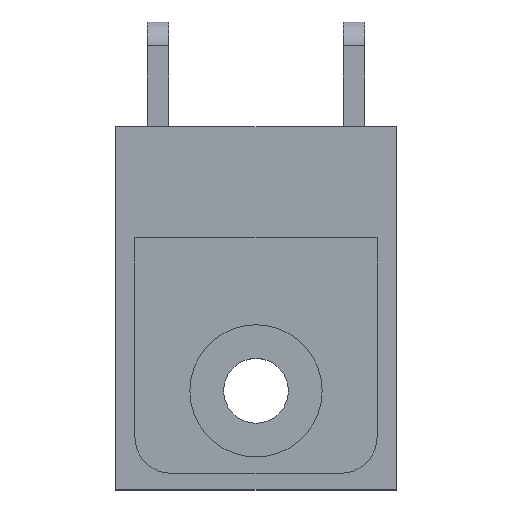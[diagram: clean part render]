
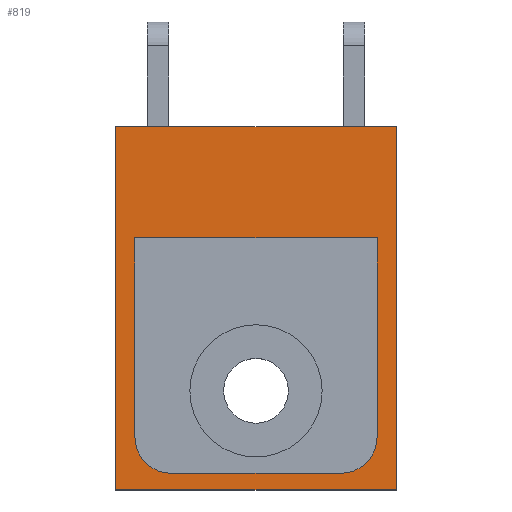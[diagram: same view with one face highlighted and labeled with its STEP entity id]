
A CAD part, top view. The second image highlights one B-rep face of the part: STEP entity #819.
In plain terms, the highlighted planar face has unit normal (0, 0, 1).
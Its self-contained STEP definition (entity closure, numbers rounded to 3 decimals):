
#52 = ORIENTED_EDGE ( 'NONE', *, *, #1749, .T. ) ;
#90 = CARTESIAN_POINT ( 'NONE',  ( -7.79, -25.7, 6.725 ) ) ;
#123 = DIRECTION ( 'NONE',  ( 0., 1., 0. ) ) ;
#172 = DIRECTION ( 'NONE',  ( 1., 0., 0. ) ) ;
#198 = LINE ( 'NONE', #574, #1161 ) ;
#248 = ORIENTED_EDGE ( 'NONE', *, *, #401, .F. ) ;
#296 = DIRECTION ( 'NONE',  ( 0., 0., 1. ) ) ;
#328 = ORIENTED_EDGE ( 'NONE', *, *, #2270, .T. ) ;
#334 = AXIS2_PLACEMENT_3D ( 'NONE', #90, #296, #1978 ) ;
#384 = VERTEX_POINT ( 'NONE', #1398 ) ;
#391 = VECTOR ( 'NONE', #1753, 1000. ) ;
#392 = CARTESIAN_POINT ( 'NONE',  ( -7.79, -25.7, 6.725 ) ) ;
#401 = EDGE_CURVE ( 'NONE', #1202, #1212, #1854, .T. ) ;
#412 = ORIENTED_EDGE ( 'NONE', *, *, #921, .F. ) ;
#453 = CARTESIAN_POINT ( 'NONE',  ( 6.73, 0., 6.725 ) ) ;
#472 = CARTESIAN_POINT ( 'NONE',  ( -7.79, -25.7, 6.725 ) ) ;
#475 = FACE_BOUND ( 'NONE', #670, .T. ) ;
#527 = DIRECTION ( 'NONE',  ( 0., 0., 1. ) ) ;
#528 = DIRECTION ( 'NONE',  ( 0., 0., -1. ) ) ;
#531 = VERTEX_POINT ( 'NONE', #1671 ) ;
#545 = VERTEX_POINT ( 'NONE', #1271 ) ;
#560 = CARTESIAN_POINT ( 'NONE',  ( 4.73, -24.77, 6.725 ) ) ;
#566 = EDGE_CURVE ( 'NONE', #1568, #531, #2227, .T. ) ;
#574 = CARTESIAN_POINT ( 'NONE',  ( -6.73, 0., 6.725 ) ) ;
#576 = CARTESIAN_POINT ( 'NONE',  ( -6.73, -11.69, 6.725 ) ) ;
#630 = PLANE ( 'NONE',  #334 ) ;
#655 = DIRECTION ( 'NONE',  ( 0., 1., 0. ) ) ;
#670 = EDGE_LOOP ( 'NONE', ( #52, #2374, #248, #412, #1230, #940 ) ) ;
#675 = EDGE_CURVE ( 'NONE', #1603, #384, #2001, .T. ) ;
#731 = LINE ( 'NONE', #453, #391 ) ;
#751 = CARTESIAN_POINT ( 'NONE',  ( -7.79, -5.5, 6.725 ) ) ;
#754 = LINE ( 'NONE', #751, #1293 ) ;
#760 = ORIENTED_EDGE ( 'NONE', *, *, #675, .T. ) ;
#779 = EDGE_CURVE ( 'NONE', #1603, #1848, #1824, .T. ) ;
#811 = VECTOR ( 'NONE', #123, 1000. ) ;
#819 = ADVANCED_FACE ( 'NONE', ( #475, #1914 ), #630, .T. ) ;
#921 = EDGE_CURVE ( 'NONE', #1835, #1202, #731, .T. ) ;
#940 = ORIENTED_EDGE ( 'NONE', *, *, #566, .T. ) ;
#1042 = DIRECTION ( 'NONE',  ( 1., 0., 0. ) ) ;
#1063 = DIRECTION ( 'NONE',  ( 1., 0., 0. ) ) ;
#1098 = AXIS2_PLACEMENT_3D ( 'NONE', #1833, #528, #1042 ) ;
#1101 = VERTEX_POINT ( 'NONE', #1404 ) ;
#1147 = CIRCLE ( 'NONE', #1417, 2. ) ;
#1161 = VECTOR ( 'NONE', #1684, 1000. ) ;
#1202 = VERTEX_POINT ( 'NONE', #1206 ) ;
#1206 = CARTESIAN_POINT ( 'NONE',  ( 6.73, -11.69, 6.725 ) ) ;
#1212 = VERTEX_POINT ( 'NONE', #576 ) ;
#1230 = ORIENTED_EDGE ( 'NONE', *, *, #2157, .F. ) ;
#1271 = CARTESIAN_POINT ( 'NONE',  ( -6.73, -22.77, 6.725 ) ) ;
#1293 = VECTOR ( 'NONE', #172, 1000. ) ;
#1379 = CARTESIAN_POINT ( 'NONE',  ( 0., -11.69, 6.725 ) ) ;
#1398 = CARTESIAN_POINT ( 'NONE',  ( 7.79, -25.7, 6.725 ) ) ;
#1402 = VECTOR ( 'NONE', #2045, 1000. ) ;
#1404 = CARTESIAN_POINT ( 'NONE',  ( 7.79, -5.5, 6.725 ) ) ;
#1417 = AXIS2_PLACEMENT_3D ( 'NONE', #2404, #527, #1063 ) ;
#1460 = VECTOR ( 'NONE', #655, 1000. ) ;
#1470 = EDGE_CURVE ( 'NONE', #545, #1212, #198, .T. ) ;
#1487 = CARTESIAN_POINT ( 'NONE',  ( 6.73, -22.77, 6.725 ) ) ;
#1490 = VECTOR ( 'NONE', #2257, 1000. ) ;
#1506 = ORIENTED_EDGE ( 'NONE', *, *, #1575, .F. ) ;
#1530 = CARTESIAN_POINT ( 'NONE',  ( -7.79, -5.5, 6.725 ) ) ;
#1568 = VERTEX_POINT ( 'NONE', #560 ) ;
#1575 = EDGE_CURVE ( 'NONE', #1848, #1101, #754, .T. ) ;
#1603 = VERTEX_POINT ( 'NONE', #2383 ) ;
#1634 = CIRCLE ( 'NONE', #1098, 2. ) ;
#1671 = CARTESIAN_POINT ( 'NONE',  ( -4.73, -24.77, 6.725 ) ) ;
#1684 = DIRECTION ( 'NONE',  ( 0., 1., 0. ) ) ;
#1691 = ORIENTED_EDGE ( 'NONE', *, *, #779, .F. ) ;
#1749 = EDGE_CURVE ( 'NONE', #531, #545, #1634, .T. ) ;
#1753 = DIRECTION ( 'NONE',  ( 0., 1., 0. ) ) ;
#1804 = CARTESIAN_POINT ( 'NONE',  ( 7.79, -25.7, 6.725 ) ) ;
#1824 = LINE ( 'NONE', #472, #1460 ) ;
#1833 = CARTESIAN_POINT ( 'NONE',  ( -4.73, -22.77, 6.725 ) ) ;
#1835 = VERTEX_POINT ( 'NONE', #1487 ) ;
#1848 = VERTEX_POINT ( 'NONE', #1530 ) ;
#1854 = LINE ( 'NONE', #1379, #2175 ) ;
#1914 = FACE_OUTER_BOUND ( 'NONE', #2186, .T. ) ;
#1978 = DIRECTION ( 'NONE',  ( 0., -1., 0. ) ) ;
#2001 = LINE ( 'NONE', #392, #1490 ) ;
#2045 = DIRECTION ( 'NONE',  ( -1., 0., 0. ) ) ;
#2157 = EDGE_CURVE ( 'NONE', #1568, #1835, #1147, .T. ) ;
#2158 = DIRECTION ( 'NONE',  ( -1., 0., 0. ) ) ;
#2175 = VECTOR ( 'NONE', #2158, 1000. ) ;
#2186 = EDGE_LOOP ( 'NONE', ( #1506, #1691, #760, #328 ) ) ;
#2217 = CARTESIAN_POINT ( 'NONE',  ( 0., -24.77, 6.725 ) ) ;
#2227 = LINE ( 'NONE', #2217, #1402 ) ;
#2257 = DIRECTION ( 'NONE',  ( 1., 0., 0. ) ) ;
#2270 = EDGE_CURVE ( 'NONE', #384, #1101, #2407, .T. ) ;
#2374 = ORIENTED_EDGE ( 'NONE', *, *, #1470, .T. ) ;
#2383 = CARTESIAN_POINT ( 'NONE',  ( -7.79, -25.7, 6.725 ) ) ;
#2404 = CARTESIAN_POINT ( 'NONE',  ( 4.73, -22.77, 6.725 ) ) ;
#2407 = LINE ( 'NONE', #1804, #811 ) ;
